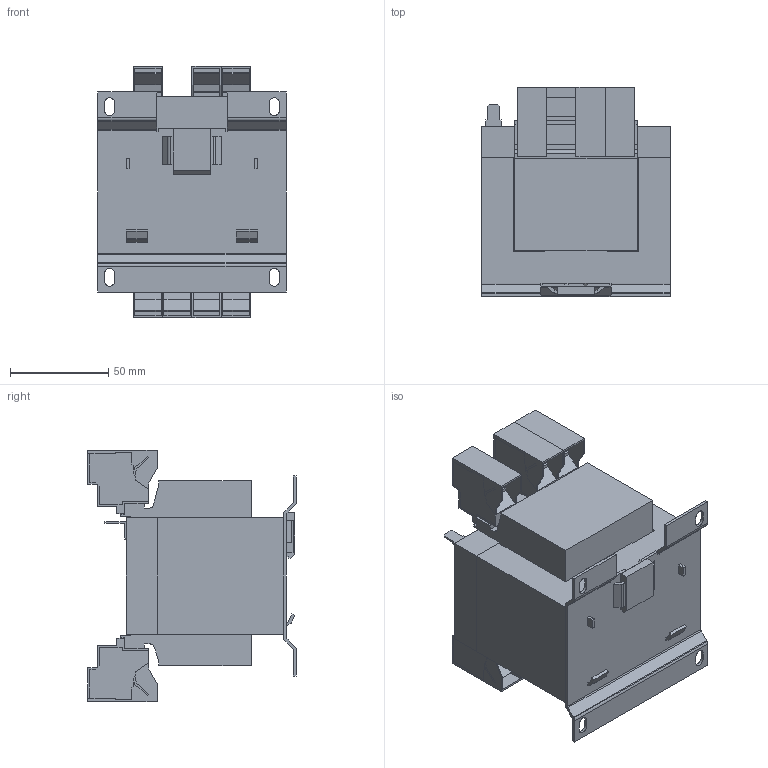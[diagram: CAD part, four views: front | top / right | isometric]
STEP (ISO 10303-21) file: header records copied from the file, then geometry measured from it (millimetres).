
FILE_DESCRIPTION (( 'STEP AP214' ), '1' );
FILE_NAME ('185972.STEP', '2023-07-12T13:12:04', ( '' ), ( '' ), 'SwSTEP 2.0', 'SolidWorks 2018', '' );
FILE_SCHEMA (( 'AUTOMOTIVE_DESIGN' ));
Length unit declared in the file: millimetre
Products named in the file (1): 185972
Bounding box: 96.05 x 106.42 x 128.2 mm (x, y, z)
Volume: 661773.3 mm3; surface area: 103918 mm2
Topology: 1 solids, 1 shells, 577 faces, 1747 edges, 1176 vertices
Faces by surface type: plane 483, cylinder 90, bspline 4
Entity records: 19603 total; most frequent: CARTESIAN_POINT 3649, ORIENTED_EDGE 3494, DIRECTION 3067, EDGE_CURVE 1747, LINE 1559, VECTOR 1559, VERTEX_POINT 1176, AXIS2_PLACEMENT_3D 754
